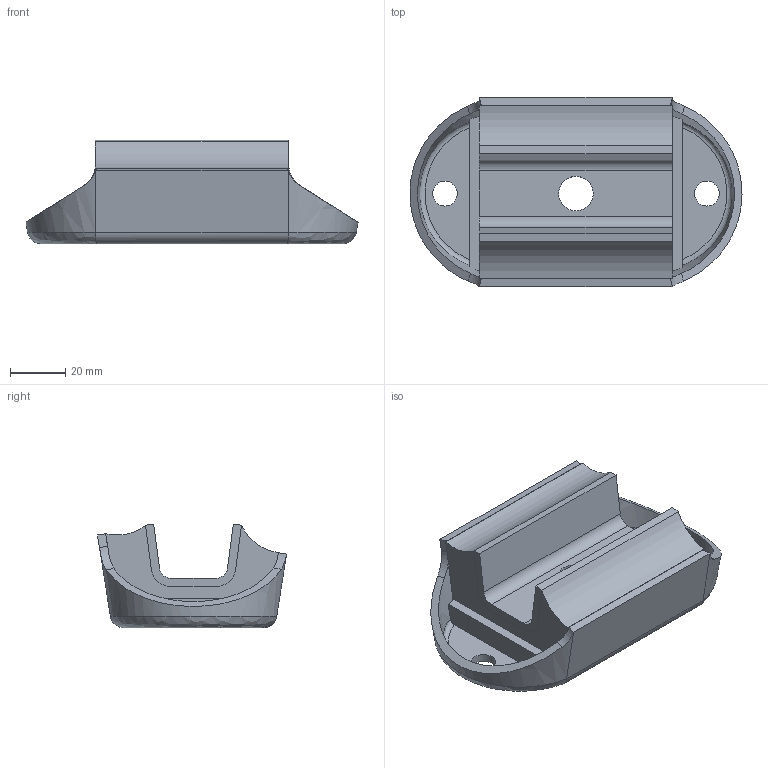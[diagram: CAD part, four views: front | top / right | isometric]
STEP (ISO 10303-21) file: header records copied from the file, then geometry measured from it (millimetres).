
FILE_DESCRIPTION(/* description */ (''),/* implementation_level */ '2;1');
FILE_NAME(/* name */ 'Gearbox Mount 5-6 Speed v18.step',/* time_stamp */ '2025-09-16T13:02:02+01:00',/* author */ (''),/* organization */ (''),/* preprocessor_version */ 'ST-DEVELOPER v20.1',/* originating_system */ 'Autodesk Translation Framework v14.17.0.0',/* authorisation */ '');
FILE_SCHEMA (('AUTOMOTIVE_DESIGN { 1 0 10303 214 3 1 1 }'));
Length unit declared in the file: millimetre
Products named in the file (5): Gearbox Mount 5/6 Speed; Gearbox Mount v2; Base (1); Insert (1); Elastomer
Assembly tree (4 placements, depth 3):
  Gearbox Mount 5/6 Speed
    Gearbox Mount v2
      Base (1)
      Insert (1)
      Elastomer
Bounding box: 120.43 x 68.57 x 37.6 mm (x, y, z)
Volume: 101609.6 mm3; surface area: 47573.1 mm2
Topology: 3 solids, 3 shells, 100 faces, 277 edges, 182 vertices
Faces by surface type: plane 45, cylinder 31, bspline 20, torus 4
Full cylindrical faces by diameter (mm): 9 x2, 12.5 x1
Entity records: 4795 total; most frequent: CARTESIAN_POINT 2260, ORIENTED_EDGE 554, DIRECTION 421, EDGE_CURVE 277, VERTEX_POINT 182, LINE 143, VECTOR 143, AXIS2_PLACEMENT_3D 139
